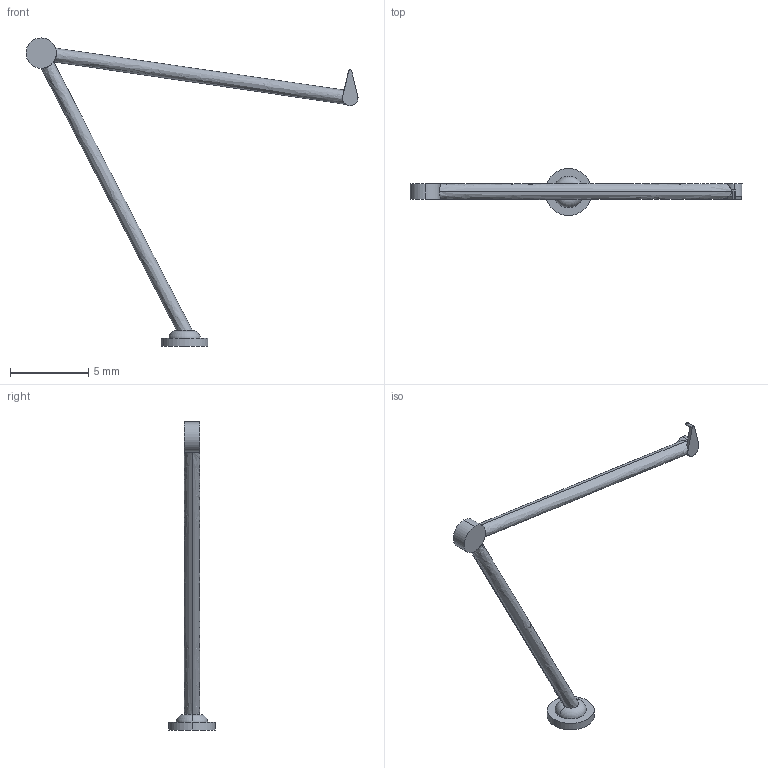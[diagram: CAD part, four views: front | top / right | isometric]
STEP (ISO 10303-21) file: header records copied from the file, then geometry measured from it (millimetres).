
FILE_DESCRIPTION (( 'STEP AP203' ), '1' );
FILE_NAME ('grua.par_Défaut_sldprt.STEP', '2024-03-20T04:11:18', ( '' ), ( '' ), 'SwSTEP 2.0', 'SolidWorks 2022', '' );
FILE_SCHEMA (( 'CONFIG_CONTROL_DESIGN' ));
Length unit declared in the file: millimetre
Products named in the file (1): grua.par_Défaut_sldprt
Bounding box: 21.26 x 3 x 19.74 mm (x, y, z)
Volume: 35 mm3; surface area: 148.5 mm2
Topology: 1 solids, 1 shells, 29 faces, 68 edges, 42 vertices
Faces by surface type: cylinder 13, plane 10, bspline 4, torus 2
Entity records: 1133 total; most frequent: CARTESIAN_POINT 416, ORIENTED_EDGE 136, DIRECTION 133, EDGE_CURVE 68, AXIS2_PLACEMENT_3D 58, VERTEX_POINT 42, CIRCLE 32, EDGE_LOOP 30
